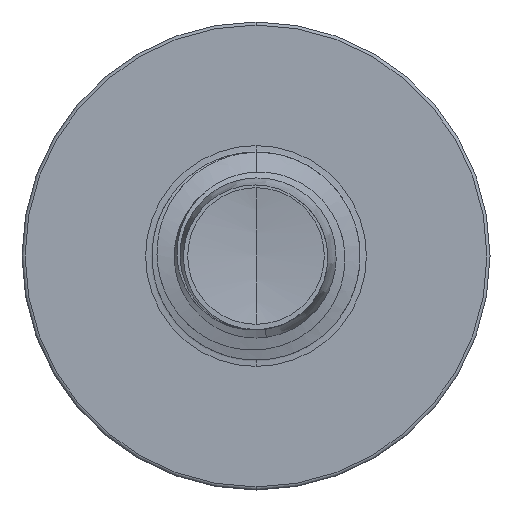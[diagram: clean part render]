
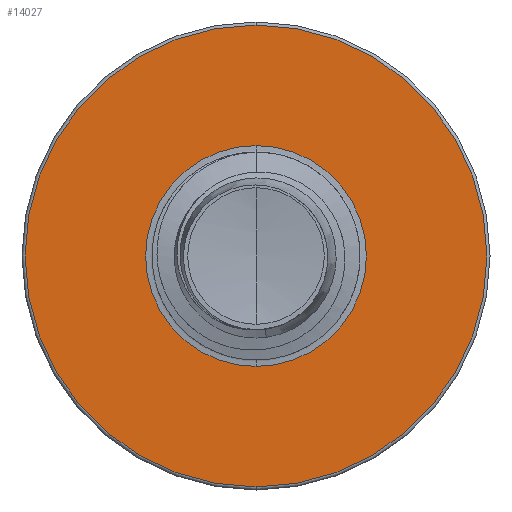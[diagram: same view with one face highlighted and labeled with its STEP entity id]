
A CAD part, front view. The second image highlights one B-rep face of the part: STEP entity #14027.
In plain terms, the highlighted planar face has unit normal (0, -1, 0).
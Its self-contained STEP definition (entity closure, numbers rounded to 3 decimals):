
#76 = DIRECTION ( 'NONE',  ( 0., 0., 1. ) ) ;
#366 = CARTESIAN_POINT ( 'NONE',  ( 0., 6., 0. ) ) ;
#843 = VERTEX_POINT ( 'NONE', #10391 ) ;
#1161 = PLANE ( 'NONE',  #11889 ) ;
#1292 = AXIS2_PLACEMENT_3D ( 'NONE', #366, #8806, #1577 ) ;
#1337 = EDGE_LOOP ( 'NONE', ( #3752, #6484 ) ) ;
#1577 = DIRECTION ( 'NONE',  ( 0., 0., 1. ) ) ;
#2437 = DIRECTION ( 'NONE',  ( 0., 0., 1. ) ) ;
#3559 = CARTESIAN_POINT ( 'NONE',  ( 0., 6., 0. ) ) ;
#3675 = AXIS2_PLACEMENT_3D ( 'NONE', #14416, #7328, #76 ) ;
#3742 = ORIENTED_EDGE ( 'NONE', *, *, #4308, .F. ) ;
#3752 = ORIENTED_EDGE ( 'NONE', *, *, #12720, .T. ) ;
#4308 = EDGE_CURVE ( 'NONE', #843, #7275, #12253, .T. ) ;
#4349 = CIRCLE ( 'NONE', #3675, 3.186 ) ;
#4369 = CIRCLE ( 'NONE', #1292, 6.66 ) ;
#4494 = VERTEX_POINT ( 'NONE', #12813 ) ;
#4725 = CARTESIAN_POINT ( 'NONE',  ( 0., 6., 0. ) ) ;
#4769 = DIRECTION ( 'NONE',  ( 0., 0., 1. ) ) ;
#5245 = VERTEX_POINT ( 'NONE', #6035 ) ;
#5603 = CARTESIAN_POINT ( 'NONE',  ( 0., 6., -6.66 ) ) ;
#6035 = CARTESIAN_POINT ( 'NONE',  ( 0., 6., -3.186 ) ) ;
#6484 = ORIENTED_EDGE ( 'NONE', *, *, #14273, .T. ) ;
#7156 = CIRCLE ( 'NONE', #12666, 3.186 ) ;
#7275 = VERTEX_POINT ( 'NONE', #5603 ) ;
#7328 = DIRECTION ( 'NONE',  ( 0., 1., 0. ) ) ;
#7672 = EDGE_LOOP ( 'NONE', ( #3742, #9994 ) ) ;
#8277 = FACE_BOUND ( 'NONE', #1337, .T. ) ;
#8806 = DIRECTION ( 'NONE',  ( 0., 1., 0. ) ) ;
#9018 = FACE_OUTER_BOUND ( 'NONE', #7672, .T. ) ;
#9652 = DIRECTION ( 'NONE',  ( 0., 1., 0. ) ) ;
#9994 = ORIENTED_EDGE ( 'NONE', *, *, #11076, .F. ) ;
#10391 = CARTESIAN_POINT ( 'NONE',  ( 0., 6., 6.66 ) ) ;
#11076 = EDGE_CURVE ( 'NONE', #7275, #843, #4369, .T. ) ;
#11889 = AXIS2_PLACEMENT_3D ( 'NONE', #14343, #9652, #2437 ) ;
#11918 = DIRECTION ( 'NONE',  ( 0., 1., 0. ) ) ;
#12253 = CIRCLE ( 'NONE', #13906, 6.66 ) ;
#12666 = AXIS2_PLACEMENT_3D ( 'NONE', #3559, #11918, #4769 ) ;
#12720 = EDGE_CURVE ( 'NONE', #4494, #5245, #4349, .T. ) ;
#12813 = CARTESIAN_POINT ( 'NONE',  ( 0., 6., 3.186 ) ) ;
#13719 = DIRECTION ( 'NONE',  ( 0., 0., 1. ) ) ;
#13757 = DIRECTION ( 'NONE',  ( 0., 1., 0. ) ) ;
#13906 = AXIS2_PLACEMENT_3D ( 'NONE', #4725, #13757, #13719 ) ;
#14027 = ADVANCED_FACE ( 'NONE', ( #9018, #8277 ), #1161, .F. ) ;
#14273 = EDGE_CURVE ( 'NONE', #5245, #4494, #7156, .T. ) ;
#14343 = CARTESIAN_POINT ( 'NONE',  ( 0., 6., -3.186 ) ) ;
#14416 = CARTESIAN_POINT ( 'NONE',  ( 0., 6., 0. ) ) ;
